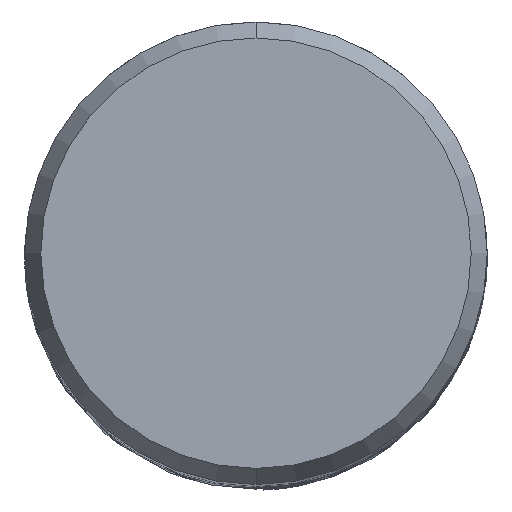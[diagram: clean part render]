
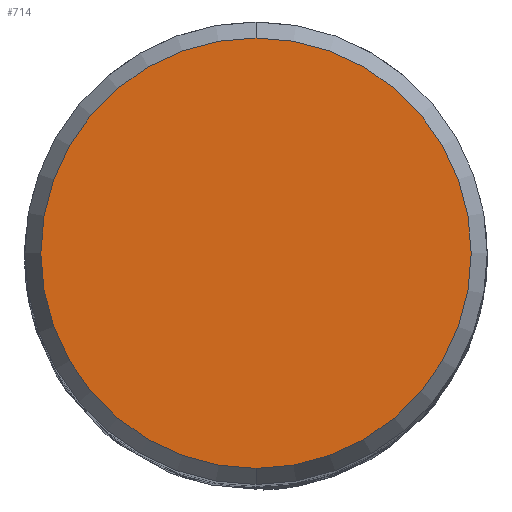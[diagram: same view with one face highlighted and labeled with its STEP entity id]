
A CAD part, top view. The second image highlights one B-rep face of the part: STEP entity #714.
In plain terms, the highlighted planar face has unit normal (0, 0, 1).
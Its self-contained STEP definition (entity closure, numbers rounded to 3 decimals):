
#644=EDGE_CURVE('',#872,#704,#1645,.T.);
#704=VERTEX_POINT('',#1710);
#714=ADVANCED_FACE('',(#1720),#1721,.T.);
#872=VERTEX_POINT('',#1890);
#962=EDGE_CURVE('',#704,#872,#1986,.T.);
#1645=CIRCLE('',#3836,9.307);
#1710=CARTESIAN_POINT('',(0.,-9.307,0.0));
#1720=FACE_OUTER_BOUND('',#4183,.T.);
#1721=PLANE('',#4184);
#1890=CARTESIAN_POINT('',(0.0,9.307,0.0));
#1986=CIRCLE('',#6023,9.307);
#3836=AXIS2_PLACEMENT_3D('',#11042,#11043,#11044);
#4183=EDGE_LOOP('',(#11109,#11110));
#4184=AXIS2_PLACEMENT_3D('',#11111,#11112,#11113);
#6023=AXIS2_PLACEMENT_3D('',#11365,#11366,#11367);
#11042=CARTESIAN_POINT('',(0.0,0.0,0.0));
#11043=DIRECTION('',(0.0,0.0,-1.0));
#11044=DIRECTION('',(0.0,1.0,0.0));
#11109=ORIENTED_EDGE('',*,*,#644,.F.);
#11110=ORIENTED_EDGE('',*,*,#962,.F.);
#11111=CARTESIAN_POINT('',(0.0,4.654,0.0));
#11112=DIRECTION('',(-0.0,0.0,1.0));
#11113=DIRECTION('',(0.0,-1.0,0.0));
#11365=CARTESIAN_POINT('',(0.0,0.0,0.0));
#11366=DIRECTION('',(0.0,0.0,-1.0));
#11367=DIRECTION('',(0.0,1.0,0.0));
